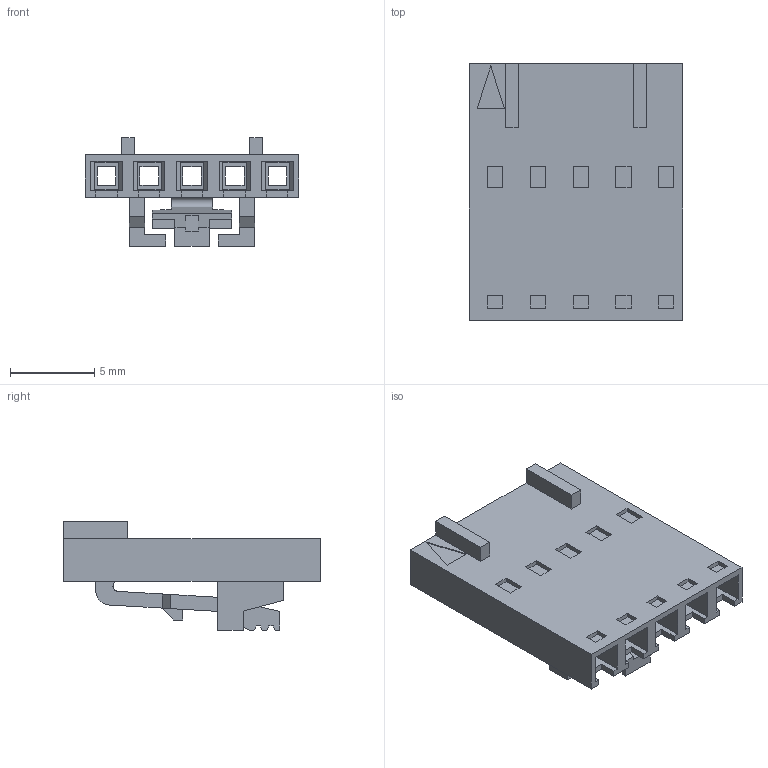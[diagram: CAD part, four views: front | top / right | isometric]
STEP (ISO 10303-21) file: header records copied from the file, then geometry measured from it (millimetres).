
FILE_DESCRIPTION((''),'2;1');
FILE_NAME('050579405','2017-05-10T',('ksrinivasara'),(''),'PRO/ENGINEER BY PARAMETRIC TECHNOLOGY CORPORATION, 2012310','PRO/ENGINEER BY PARAMETRIC TECHNOLOGY CORPORATION, 2012310','');
FILE_SCHEMA(('CONFIG_CONTROL_DESIGN'));
Length unit declared in the file: inch
Products named in the file (1): 050579405
Bounding box: 12.67 x 15.24 x 6.45 mm (x, y, z)
Volume: 324.8 mm3; surface area: 1199.9 mm2
Topology: 1 solids, 1 shells, 247 faces, 630 edges, 400 vertices
Faces by surface type: plane 245, cylinder 2
Entity records: 7292 total; most frequent: CARTESIAN_POINT 1278, ORIENTED_EDGE 1260, DIRECTION 1130, EDGE_CURVE 630, VECTOR 626, LINE 626, VERTEX_POINT 400, EDGE_LOOP 272
